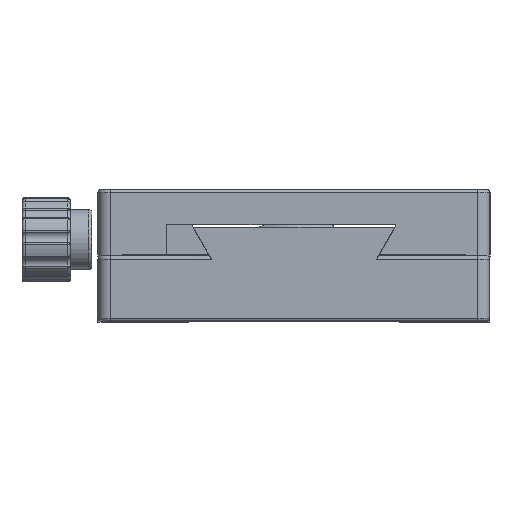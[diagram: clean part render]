
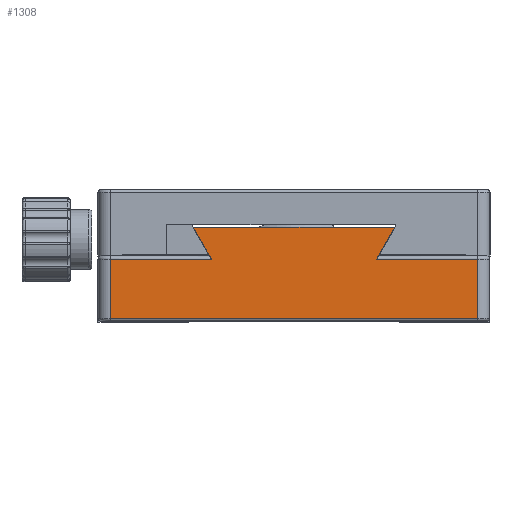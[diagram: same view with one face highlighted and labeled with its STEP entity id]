
A CAD part, left-side view. The second image highlights one B-rep face of the part: STEP entity #1308.
In plain terms, the highlighted planar face has unit normal (-1, 0, 0).
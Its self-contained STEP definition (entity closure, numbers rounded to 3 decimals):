
#450 = EDGE_CURVE ( 'NONE', #35988, #44988, #18068, .T. ) ;
#1308 = ADVANCED_FACE ( 'NONE', ( #31100 ), #54819, .F. ) ;
#1848 = CARTESIAN_POINT ( 'NONE',  ( -57.5, 16.685, 15.65 ) ) ;
#2068 = CARTESIAN_POINT ( 'NONE',  ( -57.5, 16.598, 15.8 ) ) ;
#3349 = VECTOR ( 'NONE', #9764, 1000. ) ;
#3681 = EDGE_CURVE ( 'NONE', #12056, #37699, #62165, .T. ) ;
#4243 = VERTEX_POINT ( 'NONE', #2068 ) ;
#4788 = EDGE_CURVE ( 'NONE', #57635, #5936, #63413, .T. ) ;
#4852 = VECTOR ( 'NONE', #11491, 1000. ) ;
#5349 = CARTESIAN_POINT ( 'NONE',  ( -57.5, -30.5, 11. ) ) ;
#5912 = CARTESIAN_POINT ( 'NONE',  ( -57.5, 32.5, 11. ) ) ;
#5936 = VERTEX_POINT ( 'NONE', #24115 ) ;
#6040 = CARTESIAN_POINT ( 'NONE',  ( -57.5, -14., 10.5 ) ) ;
#6656 = VECTOR ( 'NONE', #29425, 1000. ) ;
#7308 = CIRCLE ( 'NONE', #51174, 0.1 ) ;
#8025 = ORIENTED_EDGE ( 'NONE', *, *, #48953, .T. ) ;
#8296 = DIRECTION ( 'NONE',  ( -1., 0., 0. ) ) ;
#9764 = DIRECTION ( 'NONE',  ( 0., -1., 0. ) ) ;
#11058 = DIRECTION ( 'NONE',  ( 0., 1., 0. ) ) ;
#11491 = DIRECTION ( 'NONE',  ( 0., 0.5, -0.866 ) ) ;
#11539 = EDGE_CURVE ( 'NONE', #4243, #59103, #57858, .T. ) ;
#11876 = ORIENTED_EDGE ( 'NONE', *, *, #11539, .F. ) ;
#12056 = VERTEX_POINT ( 'NONE', #59717 ) ;
#13346 = VECTOR ( 'NONE', #61958, 1000. ) ;
#14207 = VERTEX_POINT ( 'NONE', #45504 ) ;
#18068 = LINE ( 'NONE', #51236, #4852 ) ;
#18315 = DIRECTION ( 'NONE',  ( 0., -1., 0. ) ) ;
#18933 = CARTESIAN_POINT ( 'NONE',  ( -57.5, -16.598, 15.7 ) ) ;
#19239 = EDGE_CURVE ( 'NONE', #12056, #57635, #21880, .T. ) ;
#19569 = CARTESIAN_POINT ( 'NONE',  ( -57.5, -30.5, 0.7 ) ) ;
#19765 = ORIENTED_EDGE ( 'NONE', *, *, #27991, .T. ) ;
#20720 = DIRECTION ( 'NONE',  ( 0., 0., 1. ) ) ;
#21880 = LINE ( 'NONE', #62815, #13346 ) ;
#23471 = DIRECTION ( 'NONE',  ( 0., 1., 0. ) ) ;
#23731 = LINE ( 'NONE', #6040, #61896 ) ;
#24115 = CARTESIAN_POINT ( 'NONE',  ( -57.5, 30.5, 0.7 ) ) ;
#25225 = DIRECTION ( 'NONE',  ( 1., 0., 0. ) ) ;
#25702 = CARTESIAN_POINT ( 'NONE',  ( -57.5, -16.685, 15.65 ) ) ;
#26704 = VECTOR ( 'NONE', #18315, 1000. ) ;
#27991 = EDGE_CURVE ( 'NONE', #14207, #52236, #42461, .T. ) ;
#29425 = DIRECTION ( 'NONE',  ( 0., 0., -1. ) ) ;
#31016 = DIRECTION ( 'NONE',  ( 0., 1., 0. ) ) ;
#31100 = FACE_OUTER_BOUND ( 'NONE', #46743, .T. ) ;
#32386 = AXIS2_PLACEMENT_3D ( 'NONE', #55424, #60830, #11058 ) ;
#32976 = AXIS2_PLACEMENT_3D ( 'NONE', #5912, #25225, #50454 ) ;
#33649 = LINE ( 'NONE', #19569, #3349 ) ;
#34619 = CARTESIAN_POINT ( 'NONE',  ( -57.5, 30.5, 11. ) ) ;
#35988 = VERTEX_POINT ( 'NONE', #25702 ) ;
#36378 = EDGE_CURVE ( 'NONE', #35988, #59103, #7308, .T. ) ;
#37699 = VERTEX_POINT ( 'NONE', #1848 ) ;
#38025 = CARTESIAN_POINT ( 'NONE',  ( -57.5, 30.5, 10.5 ) ) ;
#38032 = VECTOR ( 'NONE', #57073, 1000. ) ;
#39207 = ORIENTED_EDGE ( 'NONE', *, *, #36378, .T. ) ;
#40732 = CARTESIAN_POINT ( 'NONE',  ( -57.5, -13.711, 10.5 ) ) ;
#42109 = CARTESIAN_POINT ( 'NONE',  ( -57.5, 14., 11. ) ) ;
#42461 = LINE ( 'NONE', #5349, #63423 ) ;
#44741 = ORIENTED_EDGE ( 'NONE', *, *, #53035, .T. ) ;
#44988 = VERTEX_POINT ( 'NONE', #40732 ) ;
#45504 = CARTESIAN_POINT ( 'NONE',  ( -57.5, -30.5, 0.7 ) ) ;
#46743 = EDGE_LOOP ( 'NONE', ( #11876, #8025, #54285, #64195, #53687, #61099, #19765, #44741, #49976, #39207 ) ) ;
#48076 = CARTESIAN_POINT ( 'NONE',  ( -57.5, 16.771, 15.8 ) ) ;
#48932 = EDGE_CURVE ( 'NONE', #5936, #14207, #33649, .T. ) ;
#48953 = EDGE_CURVE ( 'NONE', #4243, #37699, #52320, .T. ) ;
#49321 = CARTESIAN_POINT ( 'NONE',  ( -57.5, -16.598, 15.8 ) ) ;
#49976 = ORIENTED_EDGE ( 'NONE', *, *, #450, .F. ) ;
#50454 = DIRECTION ( 'NONE',  ( 0., 1., 0. ) ) ;
#51174 = AXIS2_PLACEMENT_3D ( 'NONE', #18933, #8296, #23471 ) ;
#51236 = CARTESIAN_POINT ( 'NONE',  ( -57.5, -16.771, 15.8 ) ) ;
#52236 = VERTEX_POINT ( 'NONE', #53058 ) ;
#52320 = CIRCLE ( 'NONE', #32386, 0.1 ) ;
#53035 = EDGE_CURVE ( 'NONE', #52236, #44988, #23731, .T. ) ;
#53058 = CARTESIAN_POINT ( 'NONE',  ( -57.5, -30.5, 10.5 ) ) ;
#53687 = ORIENTED_EDGE ( 'NONE', *, *, #4788, .T. ) ;
#54285 = ORIENTED_EDGE ( 'NONE', *, *, #3681, .F. ) ;
#54819 = PLANE ( 'NONE',  #32976 ) ;
#55424 = CARTESIAN_POINT ( 'NONE',  ( -57.5, 16.598, 15.7 ) ) ;
#57073 = DIRECTION ( 'NONE',  ( 0., 0.5, 0.866 ) ) ;
#57635 = VERTEX_POINT ( 'NONE', #38025 ) ;
#57858 = LINE ( 'NONE', #48076, #26704 ) ;
#59103 = VERTEX_POINT ( 'NONE', #49321 ) ;
#59717 = CARTESIAN_POINT ( 'NONE',  ( -57.5, 13.711, 10.5 ) ) ;
#60830 = DIRECTION ( 'NONE',  ( -1., 0., 0. ) ) ;
#61099 = ORIENTED_EDGE ( 'NONE', *, *, #48932, .T. ) ;
#61896 = VECTOR ( 'NONE', #31016, 1000. ) ;
#61958 = DIRECTION ( 'NONE',  ( 0., 1., 0. ) ) ;
#62165 = LINE ( 'NONE', #42109, #38032 ) ;
#62815 = CARTESIAN_POINT ( 'NONE',  ( -57.5, 30.5, 10.5 ) ) ;
#63413 = LINE ( 'NONE', #34619, #6656 ) ;
#63423 = VECTOR ( 'NONE', #20720, 1000. ) ;
#64195 = ORIENTED_EDGE ( 'NONE', *, *, #19239, .T. ) ;
